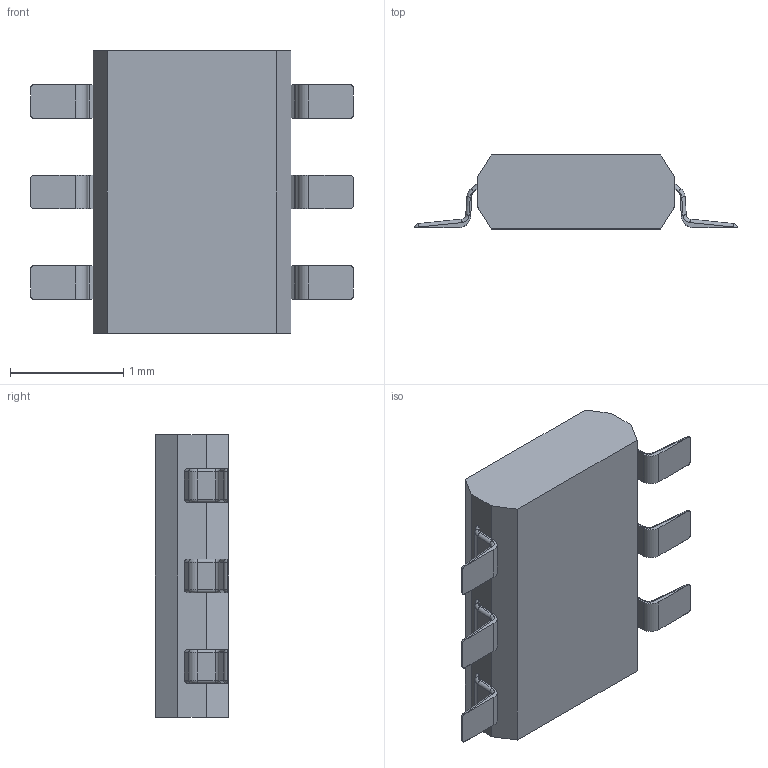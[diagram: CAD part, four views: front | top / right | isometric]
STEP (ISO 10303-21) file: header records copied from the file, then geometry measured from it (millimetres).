
FILE_DESCRIPTION (( 'STEP AP214' ), '1' );
FILE_NAME ('MT3608.STEP', '2025-02-06T19:15:22', ( '' ), ( '' ), 'SwSTEP 2.0', 'SolidWorks 2024', '' );
FILE_SCHEMA (( 'AUTOMOTIVE_DESIGN' ));
Length unit declared in the file: millimetre
Products named in the file (2): tinysmdChip6pin; MT3608
Assembly tree (1 placements, depth 2):
  MT3608
    tinysmdChip6pin
Bounding box: 2.85 x 0.65 x 2.5 mm (x, y, z)
Surface area: 29.9 mm2
Topology: 8 solids, 8 shells, 176 faces, 420 edges, 260 vertices
Faces by surface type: plane 74, cylinder 66, torus 36
Entity records: 5334 total; most frequent: CARTESIAN_POINT 1076, DIRECTION 912, ORIENTED_EDGE 840, EDGE_CURVE 420, AXIS2_PLACEMENT_3D 336, VERTEX_POINT 260, LINE 240, VECTOR 240
